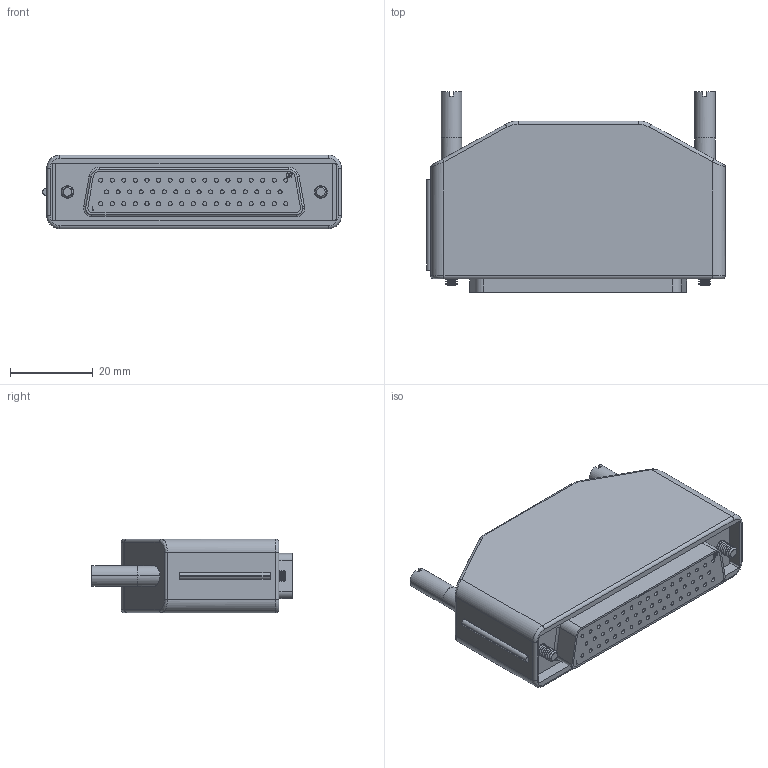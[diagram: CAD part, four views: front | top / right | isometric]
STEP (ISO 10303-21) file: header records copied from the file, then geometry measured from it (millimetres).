
FILE_DESCRIPTION(/* description */ ('Alibre Inc.'),/* implementation_level */ '2;1');
FILE_NAME(/* name */ 'export0',/* time_stamp */ '2013-12-16T09:58:17-08:00',/* author */ (''),/* organization */ (''),/* preprocessor_version */ 'ST-DEVELOPER v14',/* originating_system */ 'Alibre',/* authorisation */ '');
FILE_SCHEMA (('CONFIG_CONTROL_DESIGN'));
Length unit declared in the file: inch
Products named in the file (1): ID_1
Bounding box: 72.14 x 48.37 x 17.81 mm (x, y, z)
Volume: 44968.3 mm3; surface area: 11430.5 mm2
Topology: 1 solids, 3 shells, 466 faces, 1018 edges, 629 vertices
Faces by surface type: cylinder 201, plane 147, cone 84, bspline 21, torus 13
Full cylindrical faces by diameter (mm): 3.175 x2, 14.351 x1
Entity records: 14674 total; most frequent: CARTESIAN_POINT 4313, DIRECTION 2172, ORIENTED_EDGE 2026, EDGE_CURVE 1013, AXIS2_PLACEMENT_3D 917, VERTEX_POINT 627, EDGE_LOOP 540, FACE_BOUND 540
